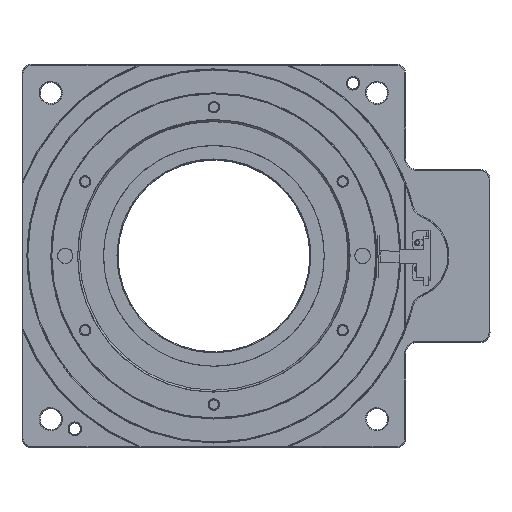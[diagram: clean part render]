
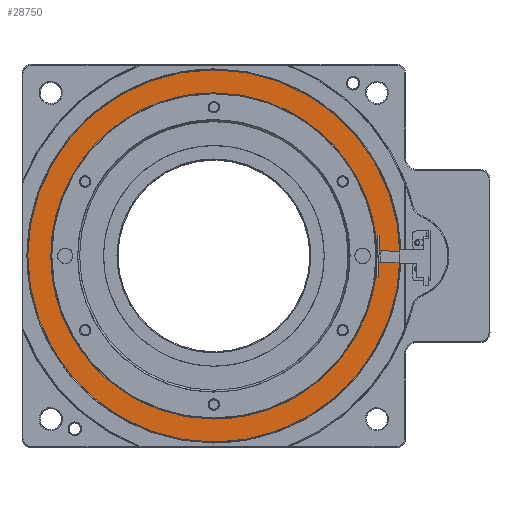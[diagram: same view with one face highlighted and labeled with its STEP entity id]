
A CAD part, top view. The second image highlights one B-rep face of the part: STEP entity #28750.
In plain terms, the highlighted planar face has unit normal (0, 0, 1).
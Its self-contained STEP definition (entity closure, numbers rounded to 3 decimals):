
#4458=PLANE('',#58816);
#5100=FACE_BOUND('',#31929,.T.);
#5101=FACE_BOUND('',#31930,.T.);
#28750=ADVANCED_FACE('',(#5100,#5101),#4458,.T.);
#31929=EDGE_LOOP('',(#35475,#35476));
#31930=EDGE_LOOP('',(#35477,#35478));
#35475=ORIENTED_EDGE('',*,*,#49104,.T.);
#35476=ORIENTED_EDGE('',*,*,#49105,.T.);
#35477=ORIENTED_EDGE('',*,*,#49106,.T.);
#35478=ORIENTED_EDGE('',*,*,#49107,.T.);
#42293=VERTEX_POINT('',#70993);
#42294=VERTEX_POINT('',#70994);
#42295=VERTEX_POINT('',#71031);
#42296=VERTEX_POINT('',#71032);
#49104=EDGE_CURVE('',#42293,#42294,#55916,.T.);
#49105=EDGE_CURVE('',#42294,#42293,#55917,.T.);
#49106=EDGE_CURVE('',#42295,#42296,#55918,.T.);
#49107=EDGE_CURVE('',#42296,#42295,#55919,.T.);
#55916=B_SPLINE_CURVE_WITH_KNOTS('',3,(#70975,#70976,#70977,#70978,#70979,
#70980,#70981,#70982,#70983,#70984,#70985,#70986,#70987,#70988,#70989,#70990,
#70991,#70992),.UNSPECIFIED.,.F.,.F.,(4,2,2,2,2,2,2,2,4),(0.,0.125,0.25,
0.375,0.5,0.625,0.75,0.875,1.),.UNSPECIFIED.);
#55917=B_SPLINE_CURVE_WITH_KNOTS('',3,(#70995,#70996,#70997,#70998,#70999,
#71000,#71001,#71002,#71003,#71004,#71005,#71006,#71007,#71008,#71009,#71010,
#71011,#71012),.UNSPECIFIED.,.F.,.F.,(4,2,2,2,2,2,2,2,4),(0.,0.125,0.25,
0.375,0.5,0.625,0.75,0.875,1.),.UNSPECIFIED.);
#55918=B_SPLINE_CURVE_WITH_KNOTS('',3,(#71013,#71014,#71015,#71016,#71017,
#71018,#71019,#71020,#71021,#71022,#71023,#71024,#71025,#71026,#71027,#71028,
#71029,#71030),.UNSPECIFIED.,.F.,.F.,(4,2,2,2,2,2,2,2,4),(0.,0.125,0.25,
0.375,0.5,0.625,0.75,0.875,1.),.UNSPECIFIED.);
#55919=B_SPLINE_CURVE_WITH_KNOTS('',3,(#71033,#71034,#71035,#71036,#71037,
#71038,#71039,#71040,#71041,#71042,#71043,#71044,#71045,#71046,#71047,#71048,
#71049,#71050),.UNSPECIFIED.,.F.,.F.,(4,2,2,2,2,2,2,2,4),(0.,0.125,0.25,
0.375,0.5,0.625,0.75,0.875,1.),.UNSPECIFIED.);
#58816=AXIS2_PLACEMENT_3D('',#71051,#62200,#62201);
#62200=DIRECTION('',(0.,0.,1.));
#62201=DIRECTION('',(1.,0.,0.));
#70975=CARTESIAN_POINT('',(6.44,-85.,-4.));
#70976=CARTESIAN_POINT('',(-4.721,-85.,-4.));
#70977=CARTESIAN_POINT('',(-15.776,-82.801,-4.));
#70978=CARTESIAN_POINT('',(-36.399,-74.259,-4.));
#70979=CARTESIAN_POINT('',(-45.771,-67.996,-4.));
#70980=CARTESIAN_POINT('',(-61.556,-52.212,-4.));
#70981=CARTESIAN_POINT('',(-67.818,-42.84,-4.));
#70982=CARTESIAN_POINT('',(-76.361,-22.216,-4.));
#70983=CARTESIAN_POINT('',(-78.56,-11.161,-4.));
#70984=CARTESIAN_POINT('',(-78.56,11.161,-4.));
#70985=CARTESIAN_POINT('',(-76.361,22.216,-4.));
#70986=CARTESIAN_POINT('',(-67.818,42.84,-4.));
#70987=CARTESIAN_POINT('',(-61.556,52.212,-4.));
#70988=CARTESIAN_POINT('',(-45.772,67.996,-4.));
#70989=CARTESIAN_POINT('',(-36.399,74.258,-4.));
#70990=CARTESIAN_POINT('',(-15.776,82.801,-4.));
#70991=CARTESIAN_POINT('',(-4.723,85.,-4.));
#70992=CARTESIAN_POINT('',(6.44,85.,-4.));
#70993=CARTESIAN_POINT('',(6.44,-85.,-4.));
#70994=CARTESIAN_POINT('',(6.44,85.,-4.));
#70995=CARTESIAN_POINT('',(6.44,85.,-4.));
#70996=CARTESIAN_POINT('',(17.602,85.,-4.));
#70997=CARTESIAN_POINT('',(28.657,82.801,-4.));
#70998=CARTESIAN_POINT('',(49.28,74.259,-4.));
#70999=CARTESIAN_POINT('',(58.652,67.996,-4.));
#71000=CARTESIAN_POINT('',(74.437,52.212,-4.));
#71001=CARTESIAN_POINT('',(80.699,42.84,-4.));
#71002=CARTESIAN_POINT('',(89.241,22.216,-4.));
#71003=CARTESIAN_POINT('',(91.44,11.161,-4.));
#71004=CARTESIAN_POINT('',(91.44,-11.161,-4.));
#71005=CARTESIAN_POINT('',(89.241,-22.216,-4.));
#71006=CARTESIAN_POINT('',(80.699,-42.84,-4.));
#71007=CARTESIAN_POINT('',(74.437,-52.212,-4.));
#71008=CARTESIAN_POINT('',(58.652,-67.996,-4.));
#71009=CARTESIAN_POINT('',(49.28,-74.258,-4.));
#71010=CARTESIAN_POINT('',(28.657,-82.801,-4.));
#71011=CARTESIAN_POINT('',(17.603,-85.,-4.));
#71012=CARTESIAN_POINT('',(6.44,-85.,-4.));
#71013=CARTESIAN_POINT('',(103.44,0.,-4.));
#71014=CARTESIAN_POINT('',(103.44,12.738,-4.));
#71015=CARTESIAN_POINT('',(100.931,25.353,-4.));
#71016=CARTESIAN_POINT('',(91.182,48.888,-4.));
#71017=CARTESIAN_POINT('',(84.036,59.583,-4.));
#71018=CARTESIAN_POINT('',(66.023,77.596,-4.));
#71019=CARTESIAN_POINT('',(55.328,84.742,-4.));
#71020=CARTESIAN_POINT('',(31.793,94.491,-4.));
#71021=CARTESIAN_POINT('',(19.177,97.,-4.));
#71022=CARTESIAN_POINT('',(-6.297,97.,-4.));
#71023=CARTESIAN_POINT('',(-18.912,94.49,-4.));
#71024=CARTESIAN_POINT('',(-42.448,84.742,-4.));
#71025=CARTESIAN_POINT('',(-53.142,77.596,-4.));
#71026=CARTESIAN_POINT('',(-71.156,59.583,-4.));
#71027=CARTESIAN_POINT('',(-78.302,48.888,-4.));
#71028=CARTESIAN_POINT('',(-88.05,25.353,-4.));
#71029=CARTESIAN_POINT('',(-90.56,12.739,-4.));
#71030=CARTESIAN_POINT('',(-90.56,0.,-4.));
#71031=CARTESIAN_POINT('',(103.44,0.,-4.));
#71032=CARTESIAN_POINT('',(-90.56,0.,-4.));
#71033=CARTESIAN_POINT('',(-90.56,0.,-4.));
#71034=CARTESIAN_POINT('',(-90.56,-12.738,-4.));
#71035=CARTESIAN_POINT('',(-88.05,-25.353,-4.));
#71036=CARTESIAN_POINT('',(-78.302,-48.888,-4.));
#71037=CARTESIAN_POINT('',(-71.155,-59.583,-4.));
#71038=CARTESIAN_POINT('',(-53.143,-77.596,-4.));
#71039=CARTESIAN_POINT('',(-42.447,-84.742,-4.));
#71040=CARTESIAN_POINT('',(-18.912,-94.491,-4.));
#71041=CARTESIAN_POINT('',(-6.297,-97.,-4.));
#71042=CARTESIAN_POINT('',(19.177,-97.,-4.));
#71043=CARTESIAN_POINT('',(31.793,-94.49,-4.));
#71044=CARTESIAN_POINT('',(55.328,-84.742,-4.));
#71045=CARTESIAN_POINT('',(66.023,-77.596,-4.));
#71046=CARTESIAN_POINT('',(84.036,-59.583,-4.));
#71047=CARTESIAN_POINT('',(91.182,-48.888,-4.));
#71048=CARTESIAN_POINT('',(100.931,-25.353,-4.));
#71049=CARTESIAN_POINT('',(103.44,-12.739,-4.));
#71050=CARTESIAN_POINT('',(103.44,0.,-4.));
#71051=CARTESIAN_POINT('',(6.44,0.,-4.));
